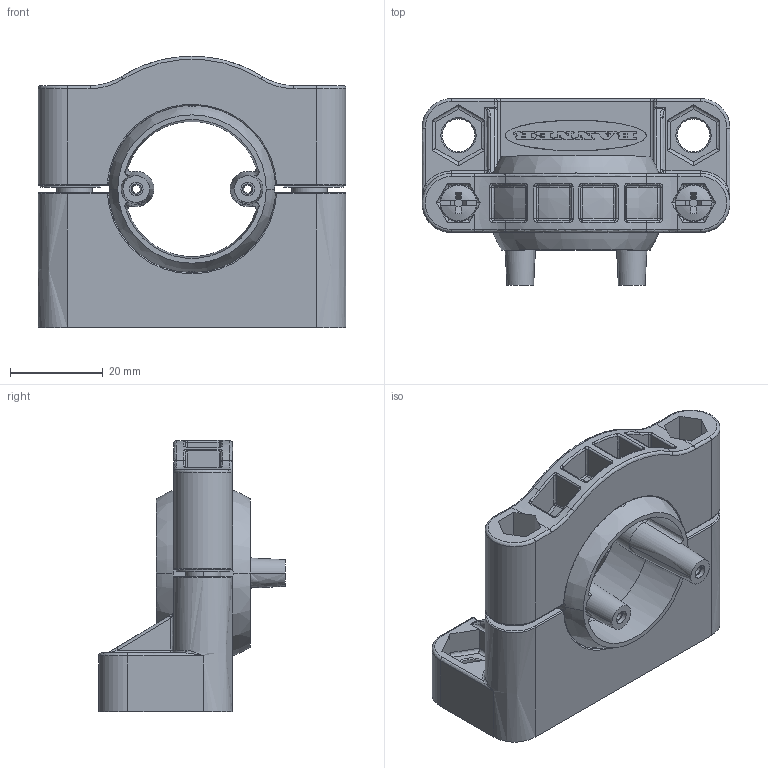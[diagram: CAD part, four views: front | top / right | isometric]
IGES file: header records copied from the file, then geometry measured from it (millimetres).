
Start section:  PTC IGES file: 141768.igs
Global section: file name: 141768.igs; native system: Pro/ENGINEER by Parametric Technology Corporation; preprocessor: 2006170; author: banengservice; organization: Unknown; date: 20080808.142627; units: inch
Bounding box: 66.55 x 40.39 x 58.67 mm (x, y, z)
Volume: 39393.6 mm3; surface area: 25137.3 mm2
Topology: 2 solids, 2 shells, 821 faces, 2105 edges, 1314 vertices
Faces by surface type: revolution 447, bspline 367, extrusion 7
